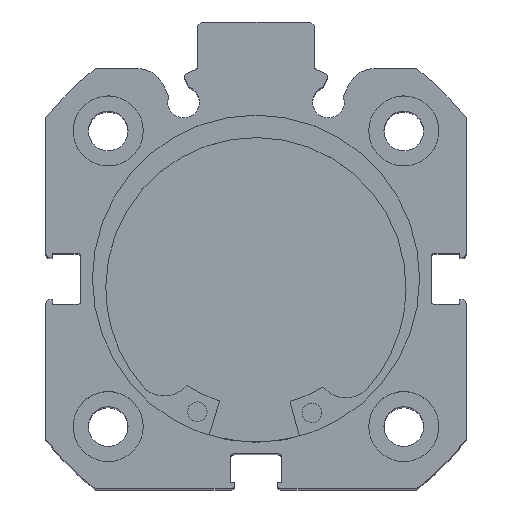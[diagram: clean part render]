
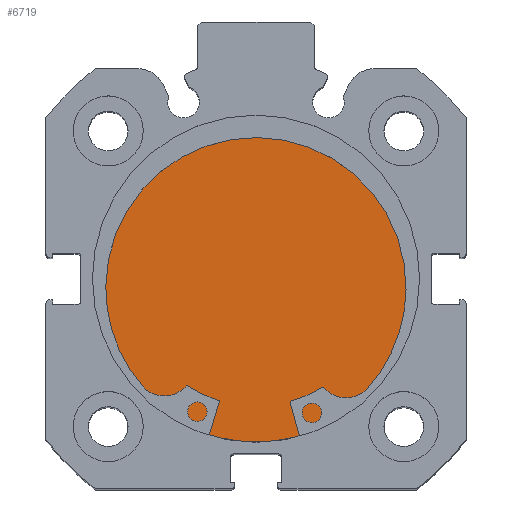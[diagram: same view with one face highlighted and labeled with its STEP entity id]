
A CAD part, top view. The second image highlights one B-rep face of the part: STEP entity #6719.
In plain terms, the highlighted face is planar.
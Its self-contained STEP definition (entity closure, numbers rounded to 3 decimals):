
#533 = DIRECTION ( 'NONE',  ( 0., 0., 1. ) ) ;
#537 = DIRECTION ( 'NONE',  ( -1., 0., 0. ) ) ;
#753 = CARTESIAN_POINT ( 'NONE',  ( 8.5, 0., 0. ) ) ;
#1030 = DIRECTION ( 'NONE',  ( 0., 0., 1. ) ) ;
#1031 = DIRECTION ( 'NONE',  ( -1., 0., 0. ) ) ;
#1033 = CARTESIAN_POINT ( 'NONE',  ( 8.5, 0., 0. ) ) ;
#1785 = AXIS2_PLACEMENT_3D ( 'NONE', #1033, #1031, #1030 ) ;
#1892 = AXIS2_PLACEMENT_3D ( 'NONE', #753, #537, #533 ) ;
#2001 = AXIS2_PLACEMENT_3D ( 'NONE', #3559, #3562, #3563 ) ;
#2531 = CIRCLE ( 'NONE', #1892, 21. ) ;
#2825 = FACE_OUTER_BOUND ( 'NONE', #5842, .T. ) ;
#3559 = CARTESIAN_POINT ( 'NONE',  ( 8.5, 21., 0. ) ) ;
#3560 = PLANE ( 'NONE',  #2001 ) ;
#3562 = DIRECTION ( 'NONE',  ( -1., 0., 0. ) ) ;
#3563 = DIRECTION ( 'NONE',  ( 0., 0., 1. ) ) ;
#4101 = CIRCLE ( 'NONE', #1785, 21. ) ;
#4148 = VERTEX_POINT ( 'NONE', #6882 ) ;
#4150 = VERTEX_POINT ( 'NONE', #6894 ) ;
#5523 = ORIENTED_EDGE ( 'NONE', *, *, #6511, .F. ) ;
#5528 = ORIENTED_EDGE ( 'NONE', *, *, #6244, .F. ) ;
#5842 = EDGE_LOOP ( 'NONE', ( #5523, #5528 ) ) ;
#6244 = EDGE_CURVE ( 'NONE', #4148, #4150, #4101, .T. ) ;
#6511 = EDGE_CURVE ( 'NONE', #4150, #4148, #2531, .T. ) ;
#6719 = ADVANCED_FACE ( 'NONE', ( #2825 ), #3560, .F. ) ;
#6882 = CARTESIAN_POINT ( 'NONE',  ( 8.5, 0., -21. ) ) ;
#6894 = CARTESIAN_POINT ( 'NONE',  ( 8.5, 0., 21. ) ) ;
